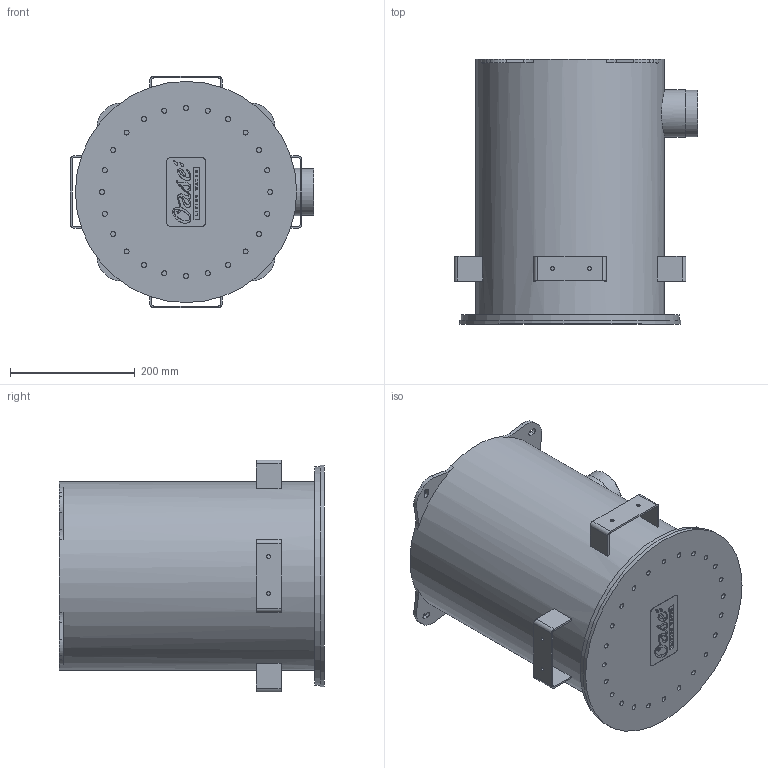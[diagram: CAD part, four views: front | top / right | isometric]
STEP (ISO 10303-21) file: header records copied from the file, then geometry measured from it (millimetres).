
FILE_DESCRIPTION(/* description */ (''),/* implementation_level */ '2;1');
FILE_NAME(/* name */ '58907 Crown nozzle.stp',/* time_stamp */ '2015-06-19T11:49:59+02:00',/* author */ ('sliw608'),/* organization */ (''),/* preprocessor_version */ 'ST-DEVELOPER v15.6',/* originating_system */ 'Autodesk Inventor 2015',/* authorisation */ '');
FILE_SCHEMA (('AUTOMOTIVE_DESIGN { 1 0 10303 214 3 1 1 }'));
Length unit declared in the file: millimetre
Products named in the file (1): 58907 Crown nozzle
Bounding box: 390.96 x 426 x 371.92 mm (x, y, z)
Volume: 31171665.1 mm3; surface area: 729839.6 mm2
Topology: 1 solids, 1 shells, 370 faces, 953 edges, 636 vertices
Faces by surface type: plane 205, cylinder 87, bspline 78
Full cylindrical faces by diameter (mm): 6 x8, 8 x24, 72 x1, 75 x1, 76 x1, 303 x1, 350 x1, 355 x1
Entity records: 12141 total; most frequent: CARTESIAN_POINT 3480, ORIENTED_EDGE 1824, DIRECTION 1533, EDGE_CURVE 912, VERTEX_POINT 633, LINE 561, VECTOR 561, EDGE_LOOP 491
